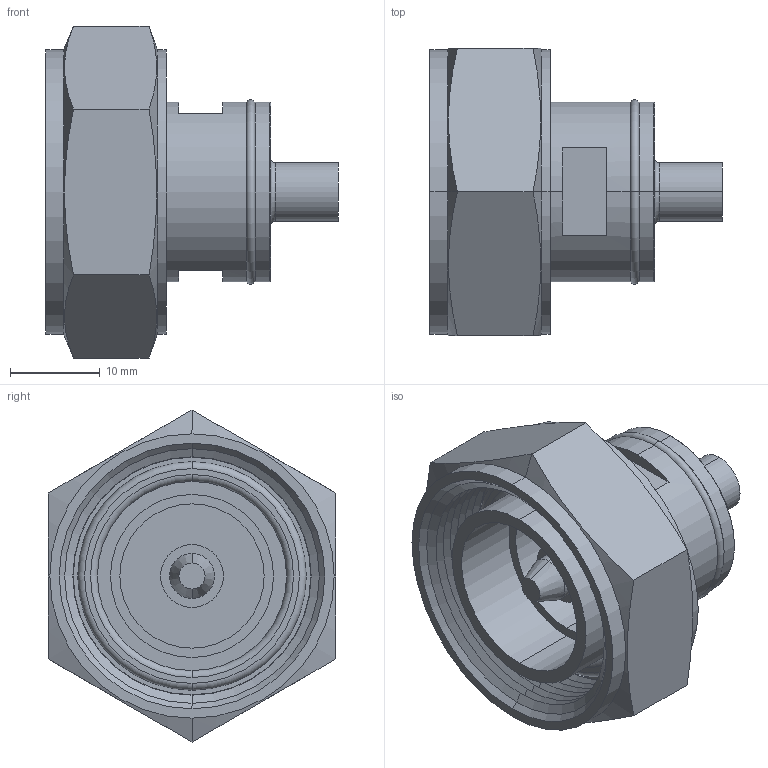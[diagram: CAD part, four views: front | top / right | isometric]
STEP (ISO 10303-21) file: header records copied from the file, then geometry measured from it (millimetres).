
FILE_DESCRIPTION (( 'STEP AP214' ), '1' );
FILE_NAME ('ADM-1P200.STEP', '2015-10-28T13:04:36', ( 'L-Com' ), ( 'L-Com Global Connectivity' ), 'SwSTEP 2.0', 'SolidWorks 2014', '' );
FILE_SCHEMA (( 'AUTOMOTIVE_DESIGN' ));
Length unit declared in the file: inch
Products named in the file (3): ADM-1P200-MA1; ADM-1P200; ADM-1P200-MA2
Assembly tree (2 placements, depth 2):
  ADM-1P200
    ADM-1P200-MA1
    ADM-1P200-MA2
Bounding box: 32.51 x 31.95 x 36.9 mm (x, y, z)
Volume: 10031.2 mm3; surface area: 8663.6 mm2
Topology: 2 solids, 2 shells, 124 faces, 258 edges, 153 vertices
Faces by surface type: cone 42, cylinder 40, plane 32, torus 10
Entity records: 3498 total; most frequent: CARTESIAN_POINT 650, DIRECTION 648, ORIENTED_EDGE 512, AXIS2_PLACEMENT_3D 275, EDGE_CURVE 256, VERTEX_POINT 153, CIRCLE 146, EDGE_LOOP 143
